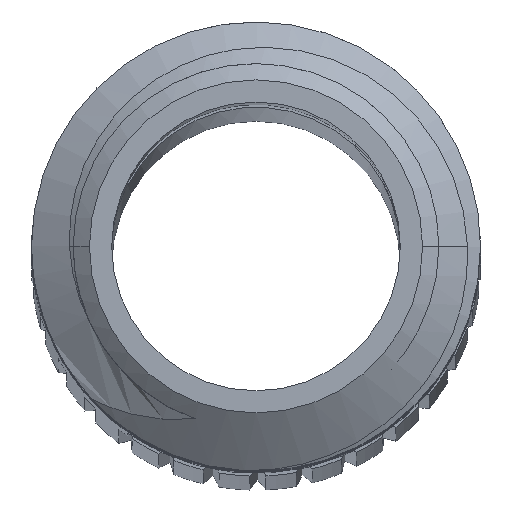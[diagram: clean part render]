
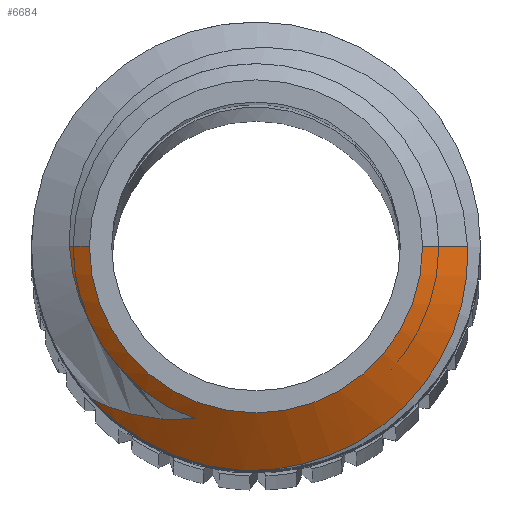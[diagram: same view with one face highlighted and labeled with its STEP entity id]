
A CAD part, top view. The second image highlights one B-rep face of the part: STEP entity #6684.
In plain terms, the highlighted conical face has half-angle 55 degrees and reference radius 2.596 mm.
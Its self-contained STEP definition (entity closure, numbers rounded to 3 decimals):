
#83 = EDGE_CURVE ( 'NONE', #5770, #166, #4963, .T. ) ;
#165 = ORIENTED_EDGE ( 'NONE', *, *, #83, .T. ) ;
#166 = VERTEX_POINT ( 'NONE', #7586 ) ;
#224 = CARTESIAN_POINT ( 'NONE',  ( 0.729, -3.399, -0.611 ) ) ;
#245 = CARTESIAN_POINT ( 'NONE',  ( 3.307, -0.23, -0.498 ) ) ;
#325 = B_SPLINE_CURVE_WITH_KNOTS ( 'NONE', 3,
 ( #1619, #5167, #7551, #3998, #453, #4596 ),
 .UNSPECIFIED., .F., .F.,
 ( 4, 2, 4 ),
 ( 0., 0.001, 0.002 ),
 .UNSPECIFIED. ) ;
#453 = CARTESIAN_POINT ( 'NONE',  ( -2.318, -2.505, -0.564 ) ) ;
#723 = CARTESIAN_POINT ( 'NONE',  ( -0.183, -3.495, -0.633 ) ) ;
#764 = CARTESIAN_POINT ( 'NONE',  ( -2.897, -0.216, -0.211 ) ) ;
#798 = CARTESIAN_POINT ( 'NONE',  ( 1.381, -3.163, -0.593 ) ) ;
#987 = EDGE_CURVE ( 'NONE', #6961, #5189, #5547, .T. ) ;
#1038 = LINE ( 'NONE', #7265, #7192 ) ;
#1083 = B_SPLINE_CURVE_WITH_KNOTS ( 'NONE', 3,
 ( #6725, #2563, #3745, #224, #4344, #798, #4949, #1394, #5553, #1998, #6160, #2587, #6747, #3169, #7333, #3772, #245, #4371 ),
 .UNSPECIFIED., .F., .F.,
 ( 4, 2, 2, 2, 2, 2, 2, 2, 4 ),
 ( 0., 0.001, 0.001, 0.002, 0.003, 0.003, 0.004, 0.005, 0.005 ),
 .UNSPECIFIED. ) ;
#1133 = CARTESIAN_POINT ( 'NONE',  ( -2.596, 0., 0. ) ) ;
#1331 = EDGE_CURVE ( 'NONE', #166, #2602, #4264, .T. ) ;
#1381 = EDGE_CURVE ( 'NONE', #6961, #5770, #3692, .T. ) ;
#1394 = CARTESIAN_POINT ( 'NONE',  ( 1.968, -2.803, -0.575 ) ) ;
#1452 = CARTESIAN_POINT ( 'NONE',  ( 2.596, 0., 0. ) ) ;
#1550 = AXIS2_PLACEMENT_3D ( 'NONE', #5232, #1681, #5825 ) ;
#1619 = CARTESIAN_POINT ( 'NONE',  ( -0.95, -2.688, -0.178 ) ) ;
#1681 = DIRECTION ( 'NONE',  ( 0., 0., 1. ) ) ;
#1731 = CARTESIAN_POINT ( 'NONE',  ( -2.569, -2.378, -0.633 ) ) ;
#1792 = VERTEX_POINT ( 'NONE', #4205 ) ;
#1803 = EDGE_CURVE ( 'NONE', #3595, #4324, #6207, .T. ) ;
#1954 = CARTESIAN_POINT ( 'NONE',  ( -2.864, -0.428, -0.204 ) ) ;
#1979 = FACE_OUTER_BOUND ( 'NONE', #7669, .T. ) ;
#1998 = CARTESIAN_POINT ( 'NONE',  ( 2.473, -2.331, -0.556 ) ) ;
#2049 = CARTESIAN_POINT ( 'NONE',  ( -2.596, 0., 0. ) ) ;
#2342 = ORIENTED_EDGE ( 'NONE', *, *, #987, .F. ) ;
#2368 = CARTESIAN_POINT ( 'NONE',  ( 0., 0., 0. ) ) ;
#2549 = CARTESIAN_POINT ( 'NONE',  ( -2.671, -1.043, -0.184 ) ) ;
#2552 = DIRECTION ( 'NONE',  ( 1., 0., 0. ) ) ;
#2563 = CARTESIAN_POINT ( 'NONE',  ( 0.049, -3.5, -0.627 ) ) ;
#2587 = CARTESIAN_POINT ( 'NONE',  ( 2.875, -1.767, -0.539 ) ) ;
#2602 = VERTEX_POINT ( 'NONE', #3054 ) ;
#2631 = CARTESIAN_POINT ( 'NONE',  ( -2.907, 0., -0.217 ) ) ;
#3020 = ORIENTED_EDGE ( 'NONE', *, *, #3476, .T. ) ;
#3054 = CARTESIAN_POINT ( 'NONE',  ( -0.95, -2.688, -0.178 ) ) ;
#3106 = DIRECTION ( 'NONE',  ( 0.819, 0., -0.574 ) ) ;
#3169 = CARTESIAN_POINT ( 'NONE',  ( 3.152, -1.138, -0.523 ) ) ;
#3174 = AXIS2_PLACEMENT_3D ( 'NONE', #2368, #5345, #7663 ) ;
#3193 = CARTESIAN_POINT ( 'NONE',  ( 0., 0., -0.633 ) ) ;
#3346 = DIRECTION ( 'NONE',  ( 0., 0., 1. ) ) ;
#3476 = EDGE_CURVE ( 'NONE', #2602, #3595, #325, .T. ) ;
#3595 = VERTEX_POINT ( 'NONE', #1731 ) ;
#3692 = LINE ( 'NONE', #1133, #6688 ) ;
#3745 = CARTESIAN_POINT ( 'NONE',  ( 0.278, -3.481, -0.622 ) ) ;
#3772 = CARTESIAN_POINT ( 'NONE',  ( 3.293, -0.459, -0.504 ) ) ;
#3796 = DIRECTION ( 'NONE',  ( 1., 0., 0. ) ) ;
#3998 = CARTESIAN_POINT ( 'NONE',  ( -2.053, -2.596, -0.492 ) ) ;
#4205 = CARTESIAN_POINT ( 'NONE',  ( 3.298, 0., -0.491 ) ) ;
#4264 = CIRCLE ( 'NONE', #1550, 2.85 ) ;
#4324 = VERTEX_POINT ( 'NONE', #723 ) ;
#4344 = CARTESIAN_POINT ( 'NONE',  ( 0.954, -3.335, -0.605 ) ) ;
#4371 = CARTESIAN_POINT ( 'NONE',  ( 3.298, 0., -0.491 ) ) ;
#4596 = CARTESIAN_POINT ( 'NONE',  ( -2.569, -2.378, -0.633 ) ) ;
#4922 = ORIENTED_EDGE ( 'NONE', *, *, #6854, .F. ) ;
#4949 = CARTESIAN_POINT ( 'NONE',  ( 1.584, -3.056, -0.587 ) ) ;
#4963 = B_SPLINE_CURVE_WITH_KNOTS ( 'NONE', 3,
 ( #5512, #764, #1954, #6119, #2549, #6709 ),
 .UNSPECIFIED., .F., .F.,
 ( 4, 2, 4 ),
 ( 0.015, 0.016, 0.016 ),
 .UNSPECIFIED. ) ;
#5167 = CARTESIAN_POINT ( 'NONE',  ( -1.226, -2.715, -0.26 ) ) ;
#5189 = VERTEX_POINT ( 'NONE', #1452 ) ;
#5232 = CARTESIAN_POINT ( 'NONE',  ( 0., 0., -0.178 ) ) ;
#5345 = DIRECTION ( 'NONE',  ( 0., 0., -1. ) ) ;
#5512 = CARTESIAN_POINT ( 'NONE',  ( -2.907, 0., -0.217 ) ) ;
#5547 = CIRCLE ( 'NONE', #6645, 2.596 ) ;
#5553 = CARTESIAN_POINT ( 'NONE',  ( 2.149, -2.655, -0.569 ) ) ;
#5748 = ORIENTED_EDGE ( 'NONE', *, *, #1331, .T. ) ;
#5770 = VERTEX_POINT ( 'NONE', #2631 ) ;
#5825 = DIRECTION ( 'NONE',  ( -1., 0., 0. ) ) ;
#5889 = DIRECTION ( 'NONE',  ( -0.819, 0., -0.574 ) ) ;
#6119 = CARTESIAN_POINT ( 'NONE',  ( -2.751, -0.84, -0.191 ) ) ;
#6160 = CARTESIAN_POINT ( 'NONE',  ( 2.619, -2.154, -0.551 ) ) ;
#6207 = CIRCLE ( 'NONE', #6606, 3.5 ) ;
#6254 = EDGE_CURVE ( 'NONE', #4324, #1792, #1083, .T. ) ;
#6342 = CONICAL_SURFACE ( 'NONE', #3174, 2.596, 0.96 ) ;
#6606 = AXIS2_PLACEMENT_3D ( 'NONE', #3193, #7362, #3796 ) ;
#6645 = AXIS2_PLACEMENT_3D ( 'NONE', #6917, #3346, #2552 ) ;
#6684 = ADVANCED_FACE ( 'NONE', ( #1979 ), #6342, .T. ) ;
#6688 = VECTOR ( 'NONE', #5889, 1000. ) ;
#6709 = CARTESIAN_POINT ( 'NONE',  ( -2.57, -1.234, -0.178 ) ) ;
#6725 = CARTESIAN_POINT ( 'NONE',  ( -0.183, -3.495, -0.633 ) ) ;
#6747 = CARTESIAN_POINT ( 'NONE',  ( 2.982, -1.563, -0.534 ) ) ;
#6776 = ORIENTED_EDGE ( 'NONE', *, *, #6254, .T. ) ;
#6854 = EDGE_CURVE ( 'NONE', #5189, #1792, #1038, .T. ) ;
#6917 = CARTESIAN_POINT ( 'NONE',  ( 0., 0., 0. ) ) ;
#6961 = VERTEX_POINT ( 'NONE', #2049 ) ;
#7192 = VECTOR ( 'NONE', #3106, 1000. ) ;
#7265 = CARTESIAN_POINT ( 'NONE',  ( 2.596, 0., 0. ) ) ;
#7293 = ORIENTED_EDGE ( 'NONE', *, *, #1803, .T. ) ;
#7307 = ORIENTED_EDGE ( 'NONE', *, *, #1381, .T. ) ;
#7333 = CARTESIAN_POINT ( 'NONE',  ( 3.215, -0.913, -0.516 ) ) ;
#7362 = DIRECTION ( 'NONE',  ( 0., 0., 1. ) ) ;
#7551 = CARTESIAN_POINT ( 'NONE',  ( -1.506, -2.701, -0.34 ) ) ;
#7586 = CARTESIAN_POINT ( 'NONE',  ( -2.57, -1.234, -0.178 ) ) ;
#7663 = DIRECTION ( 'NONE',  ( -1., 0., 0. ) ) ;
#7669 = EDGE_LOOP ( 'NONE', ( #4922, #2342, #7307, #165, #5748, #3020, #7293, #6776 ) ) ;
